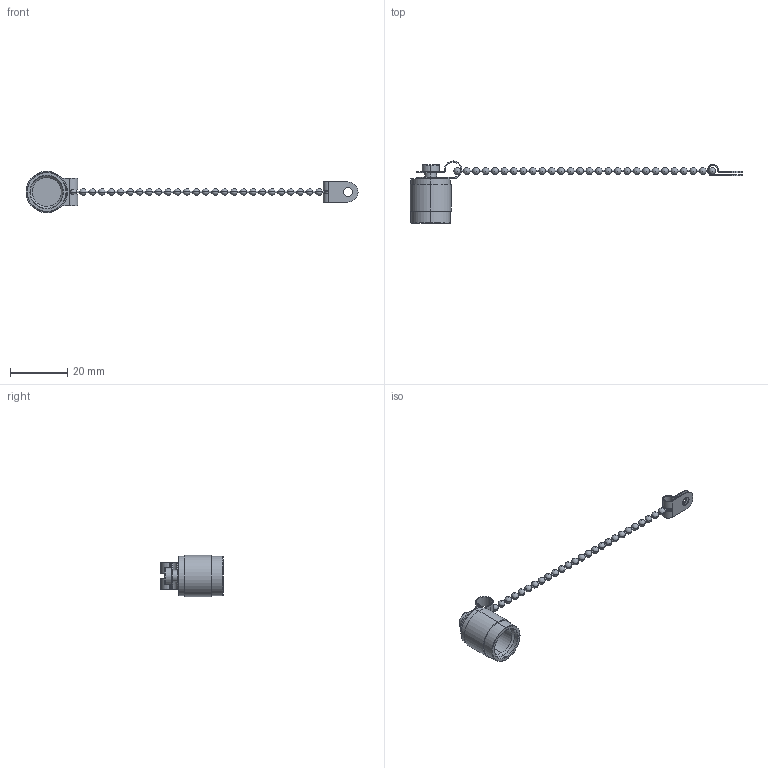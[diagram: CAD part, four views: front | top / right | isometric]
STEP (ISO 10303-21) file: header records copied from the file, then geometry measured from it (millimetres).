
FILE_DESCRIPTION (( 'STEP AP214' ), '1' );
FILE_NAME ('USP-PCT.STEP', '2010-10-26T19:45:14', ( 'x' ), ( 'Microsoft' ), 'SwSTEP 2.0', 'SolidWorks 2010', '' );
FILE_SCHEMA (( 'AUTOMOTIVE_DESIGN' ));
Length unit declared in the file: inch
Products named in the file (6): USP-PCT; USP-PCT-MA1; USP-PCT-MA4; USP-PCT-MA3; USP-PCT-MA2; USP-PCT-MA5
Assembly tree (32 placements, depth 2):
  USP-PCT
    USP-PCT-MA3  x28
    USP-PCT-MA2
    USP-PCT-MA5
    USP-PCT-MA4
    USP-PCT-MA1
Bounding box: 116.09 x 21.74 x 14.48 mm (x, y, z)
Volume: 1870.8 mm3; surface area: 3264.1 mm2
Topology: 32 solids, 32 shells, 206 faces, 743 edges, 490 vertices
Faces by surface type: cylinder 111, sphere 56, plane 25, torus 12, cone 2
Entity records: 3951 total; most frequent: DIRECTION 665, CARTESIAN_POINT 606, ORIENTED_EDGE 506, AXIS2_PLACEMENT_3D 283, EDGE_CURVE 253, VERTEX_POINT 164, CIRCLE 150, EDGE_LOOP 107
